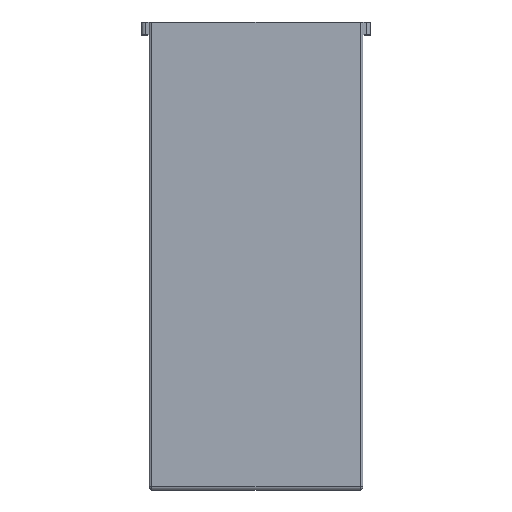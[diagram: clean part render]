
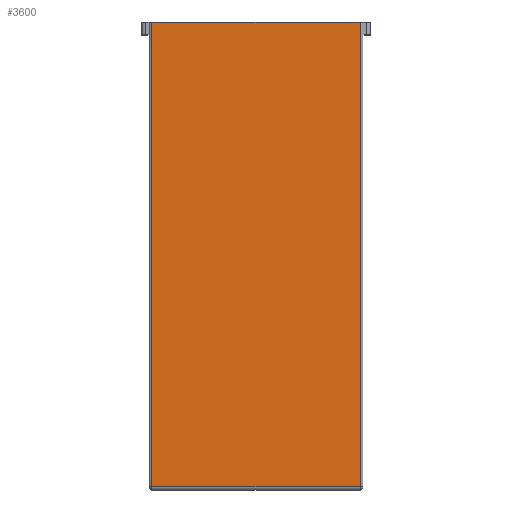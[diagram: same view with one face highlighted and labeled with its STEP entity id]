
A CAD part, top view. The second image highlights one B-rep face of the part: STEP entity #3600.
In plain terms, the highlighted planar face has unit normal (0, 0, 1).
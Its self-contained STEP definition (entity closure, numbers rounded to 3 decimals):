
#146 = CARTESIAN_POINT ( 'NONE',  ( 72.5, 162.5, 1.5 ) ) ;
#300 = VECTOR ( 'NONE', #2503, 1000. ) ;
#329 = ORIENTED_EDGE ( 'NONE', *, *, #1752, .F. ) ;
#467 = DIRECTION ( 'NONE',  ( 0., 0., -1. ) ) ;
#475 = LINE ( 'NONE', #3750, #1450 ) ;
#577 = EDGE_CURVE ( 'NONE', #1258, #2536, #475, .T. ) ;
#800 = LINE ( 'NONE', #2360, #2126 ) ;
#806 = ORIENTED_EDGE ( 'NONE', *, *, #1518, .T. ) ;
#825 = CARTESIAN_POINT ( 'NONE',  ( 0., 162.5, 1.5 ) ) ;
#844 = DIRECTION ( 'NONE',  ( 1., 0., 0. ) ) ;
#895 = LINE ( 'NONE', #3485, #300 ) ;
#946 = ORIENTED_EDGE ( 'NONE', *, *, #3721, .T. ) ;
#1201 = CARTESIAN_POINT ( 'NONE',  ( 72.5, -0.5, 1.5 ) ) ;
#1258 = VERTEX_POINT ( 'NONE', #2962 ) ;
#1414 = PLANE ( 'NONE',  #3404 ) ;
#1432 = VERTEX_POINT ( 'NONE', #146 ) ;
#1450 = VECTOR ( 'NONE', #1754, 1000. ) ;
#1518 = EDGE_CURVE ( 'NONE', #2656, #1432, #895, .T. ) ;
#1687 = DIRECTION ( 'NONE',  ( -1., 0., 0. ) ) ;
#1752 = EDGE_CURVE ( 'NONE', #1258, #1432, #2782, .T. ) ;
#1754 = DIRECTION ( 'NONE',  ( 0., -1., 0. ) ) ;
#1972 = ORIENTED_EDGE ( 'NONE', *, *, #577, .T. ) ;
#2079 = CARTESIAN_POINT ( 'NONE',  ( 0., 162.5, 1.5 ) ) ;
#2126 = VECTOR ( 'NONE', #3366, 1000. ) ;
#2266 = VECTOR ( 'NONE', #844, 1000. ) ;
#2360 = CARTESIAN_POINT ( 'NONE',  ( 73.5, -0.5, 1.5 ) ) ;
#2503 = DIRECTION ( 'NONE',  ( 0., 1., 0. ) ) ;
#2536 = VERTEX_POINT ( 'NONE', #3589 ) ;
#2656 = VERTEX_POINT ( 'NONE', #1201 ) ;
#2737 = FACE_OUTER_BOUND ( 'NONE', #3050, .T. ) ;
#2782 = LINE ( 'NONE', #825, #2266 ) ;
#2962 = CARTESIAN_POINT ( 'NONE',  ( -0.5, 162.5, 1.5 ) ) ;
#3050 = EDGE_LOOP ( 'NONE', ( #329, #1972, #946, #806 ) ) ;
#3366 = DIRECTION ( 'NONE',  ( 1., 0., 0. ) ) ;
#3404 = AXIS2_PLACEMENT_3D ( 'NONE', #2079, #467, #1687 ) ;
#3485 = CARTESIAN_POINT ( 'NONE',  ( 72.5, 162.5, 1.5 ) ) ;
#3589 = CARTESIAN_POINT ( 'NONE',  ( -0.5, -0.5, 1.5 ) ) ;
#3600 = ADVANCED_FACE ( 'NONE', ( #2737 ), #1414, .F. ) ;
#3721 = EDGE_CURVE ( 'NONE', #2536, #2656, #800, .T. ) ;
#3750 = CARTESIAN_POINT ( 'NONE',  ( -0.5, 162.5, 1.5 ) ) ;
